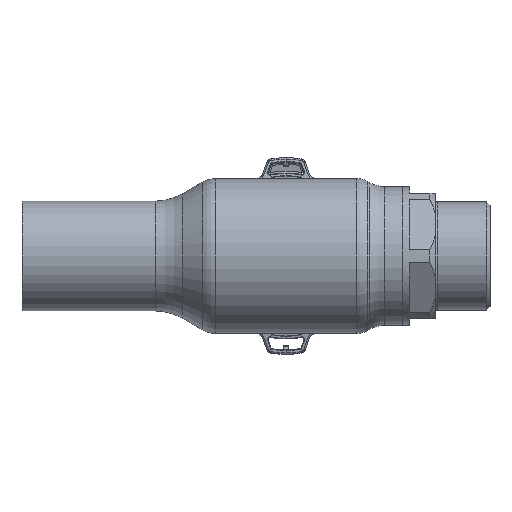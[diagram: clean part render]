
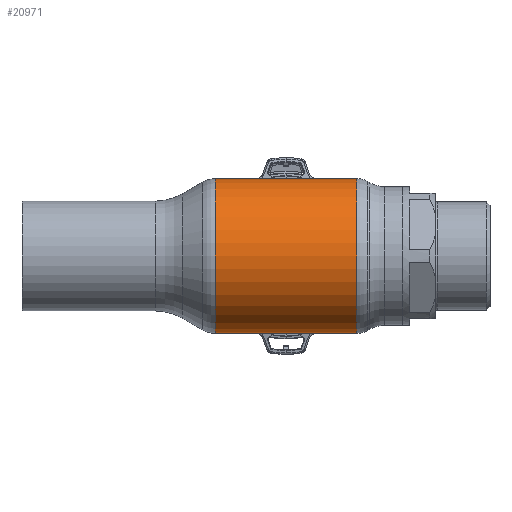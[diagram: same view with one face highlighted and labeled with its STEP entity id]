
A CAD part, front view. The second image highlights one B-rep face of the part: STEP entity #20971.
In plain terms, the highlighted cylindrical face has radius 42.5 mm (diameter 85 mm), a partial arc.
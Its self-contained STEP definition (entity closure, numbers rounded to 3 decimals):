
#1219 = CARTESIAN_POINT ( 'NONE',  ( 38.749, 0., -42.5 ) ) ;
#1753 = DIRECTION ( 'NONE',  ( -1., 0., 0. ) ) ;
#2120 = VECTOR ( 'NONE', #30223, 1000. ) ;
#2902 = CIRCLE ( 'NONE', #17677, 42.5 ) ;
#3977 = CYLINDRICAL_SURFACE ( 'NONE', #26814, 42.5 ) ;
#4176 = CIRCLE ( 'NONE', #4680, 42.5 ) ;
#4680 = AXIS2_PLACEMENT_3D ( 'NONE', #16167, #30827, #9002 ) ;
#5526 = CARTESIAN_POINT ( 'NONE',  ( -62.69, 0., -42.5 ) ) ;
#7779 = VERTEX_POINT ( 'NONE', #21423 ) ;
#7951 = EDGE_CURVE ( 'NONE', #7779, #28821, #16798, .T. ) ;
#9002 = DIRECTION ( 'NONE',  ( 0., 0., 1. ) ) ;
#12606 = VERTEX_POINT ( 'NONE', #1219 ) ;
#12668 = CARTESIAN_POINT ( 'NONE',  ( -38.749, 0., 0. ) ) ;
#12843 = EDGE_CURVE ( 'NONE', #15458, #28821, #2902, .T. ) ;
#13138 = EDGE_LOOP ( 'NONE', ( #25434, #24834, #28704, #23673 ) ) ;
#15458 = VERTEX_POINT ( 'NONE', #19283 ) ;
#15511 = DIRECTION ( 'NONE',  ( -1., 0., 0. ) ) ;
#16167 = CARTESIAN_POINT ( 'NONE',  ( 38.749, 0., 0. ) ) ;
#16241 = VECTOR ( 'NONE', #29400, 1000. ) ;
#16798 = LINE ( 'NONE', #24622, #16241 ) ;
#17677 = AXIS2_PLACEMENT_3D ( 'NONE', #12668, #15511, #29715 ) ;
#19283 = CARTESIAN_POINT ( 'NONE',  ( -38.749, 0., -42.5 ) ) ;
#20129 = DIRECTION ( 'NONE',  ( 0., 0., 1. ) ) ;
#20356 = LINE ( 'NONE', #5526, #2120 ) ;
#20446 = CARTESIAN_POINT ( 'NONE',  ( -62.69, 0., 0. ) ) ;
#20971 = ADVANCED_FACE ( 'NONE', ( #30604 ), #3977, .T. ) ;
#21423 = CARTESIAN_POINT ( 'NONE',  ( 38.749, 0., 42.5 ) ) ;
#23673 = ORIENTED_EDGE ( 'NONE', *, *, #12843, .F. ) ;
#23910 = CARTESIAN_POINT ( 'NONE',  ( -38.749, 0., 42.5 ) ) ;
#24442 = EDGE_CURVE ( 'NONE', #12606, #15458, #20356, .T. ) ;
#24622 = CARTESIAN_POINT ( 'NONE',  ( -62.69, 0., 42.5 ) ) ;
#24761 = EDGE_CURVE ( 'NONE', #12606, #7779, #4176, .T. ) ;
#24834 = ORIENTED_EDGE ( 'NONE', *, *, #24761, .T. ) ;
#25434 = ORIENTED_EDGE ( 'NONE', *, *, #24442, .F. ) ;
#26814 = AXIS2_PLACEMENT_3D ( 'NONE', #20446, #1753, #20129 ) ;
#28704 = ORIENTED_EDGE ( 'NONE', *, *, #7951, .T. ) ;
#28821 = VERTEX_POINT ( 'NONE', #23910 ) ;
#29400 = DIRECTION ( 'NONE',  ( -1., 0., 0. ) ) ;
#29715 = DIRECTION ( 'NONE',  ( 0., 0., 1. ) ) ;
#30223 = DIRECTION ( 'NONE',  ( -1., 0., 0. ) ) ;
#30604 = FACE_OUTER_BOUND ( 'NONE', #13138, .T. ) ;
#30827 = DIRECTION ( 'NONE',  ( -1., 0., 0. ) ) ;
